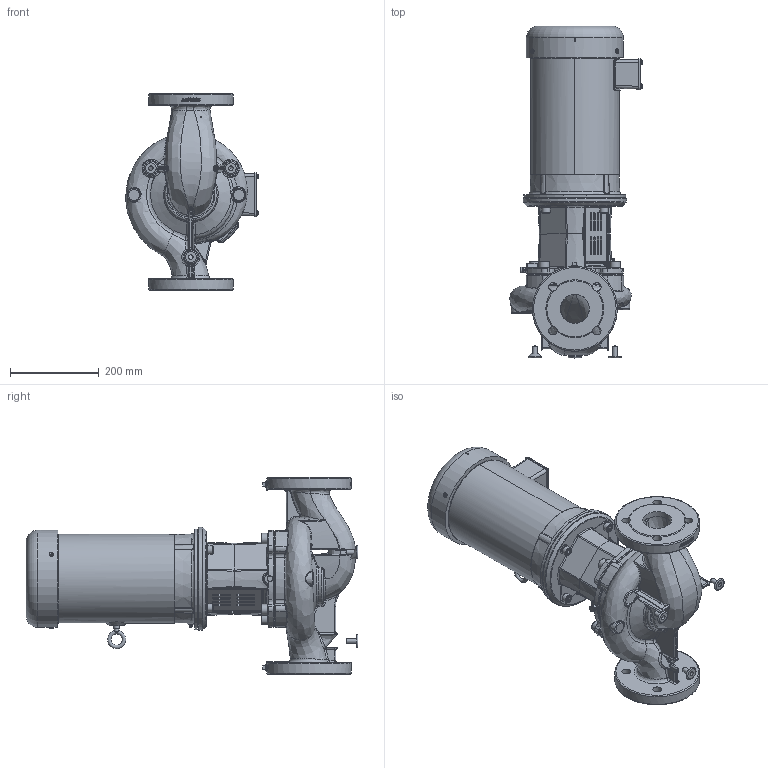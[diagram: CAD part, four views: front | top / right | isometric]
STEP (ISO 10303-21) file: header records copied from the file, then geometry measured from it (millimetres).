
FILE_DESCRIPTION(/* description */ (''),/* implementation_level */ '2;1');
FILE_NAME(/* name */ '2760850 - PUMP IL2.5-90_370-2-S1E 460V_3_60 TEFC_Shrinkwrap_1.stp',/* time_stamp */ '2022-03-23T15:23:48-05:00',/* author */ ('faliszekte'),/* organization */ (''),/* preprocessor_version */ 'ST-DEVELOPER v18.1',/* originating_system */ 'Autodesk Inventor 2021',/* authorisation */ '');
FILE_SCHEMA (('AUTOMOTIVE_DESIGN { 1 0 10303 214 3 1 1 }'));
Products named in the file (1): 2760850 - PUMP IL2.5-90_370-2-S1E 460V_3_60 TEFC_Shrinkwrap_1
Bounding box: 298.01 x 746.23 x 444.49 mm (x, y, z)
Surface area: 1111665.3 mm2 (no closed solid volume)
Topology: 0 solids, 36 shells, 3079 faces, 8498 edges, 5486 vertices
Faces by surface type: plane 1150, cylinder 936, bspline 649, cone 200, sphere 78, torus 66
Full cylindrical faces by diameter (mm): 3.768 x1, 5 x1, 8 x2, 8.141 x10, 9 x9, 9.652 x1, 10.11 x3, 10.162 x60, 10.516 x7, 11.112 x1, 12.548 x1, 12.7 x60, 13.495 x2, 19.05 x12, 23.812 x4, 33 x1, 34.919 x1, 39.05 x1, 40.894 x1, 65 x1, 85.25 x1, 190.5 x2, 215.862 x1, 218.328 x1
Entity records: 173643 total; most frequent: CARTESIAN_POINT 96752, ORIENTED_EDGE 16076, DIRECTION 14256, EDGE_CURVE 8463, VERTEX_POINT 5486, AXIS2_PLACEMENT_3D 5249, LINE 3758, VECTOR 3758
